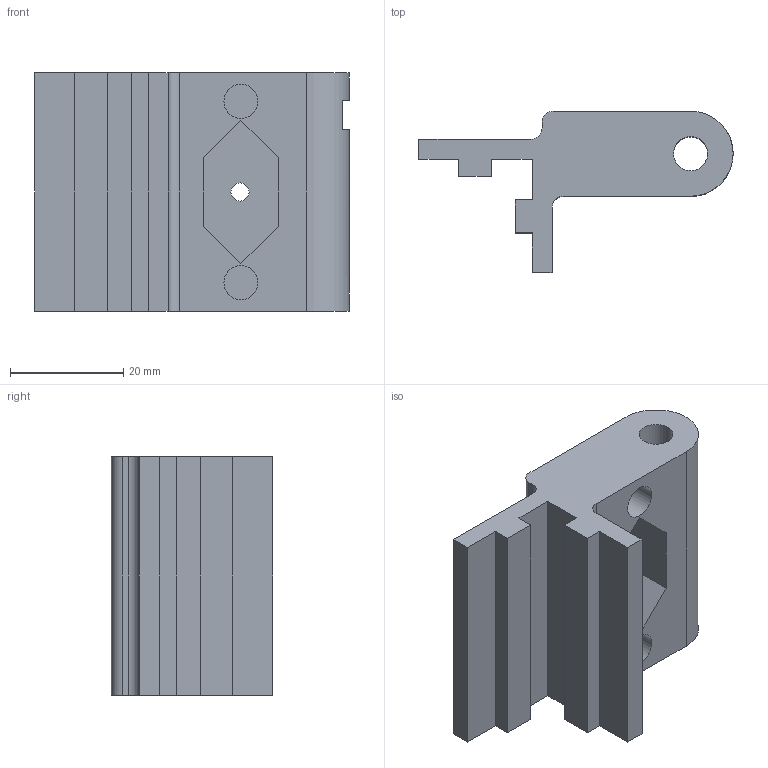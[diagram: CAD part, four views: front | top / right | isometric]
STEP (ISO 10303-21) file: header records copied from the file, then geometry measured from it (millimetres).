
FILE_DESCRIPTION(('FreeCAD Model'),'2;1');
FILE_NAME('x-motor-idler-x1.step','2019-07-05T20:20:04', ('Author'),(''),'Open CASCADE STEP processor 6.8','FreeCAD','Unknown' );
FILE_SCHEMA(('AUTOMOTIVE_DESIGN_CC2 { 1 2 10303 214 -1 1 5 4 }'));
Length unit declared in the file: millimetre
Products named in the file (2): ASSEMBLY; x-motor-idler
Assembly tree (1 placements, depth 2):
  ASSEMBLY
    x-motor-idler
Bounding box: 55.45 x 28.45 x 42 mm (x, y, z)
Volume: 22003.5 mm3; surface area: 10625.2 mm2
Topology: 1 solids, 1 shells, 42 faces, 110 edges, 74 vertices
Faces by surface type: plane 33, cylinder 9
Full cylindrical faces by diameter (mm): 3.2 x1, 6 x4
Entity records: 2910 total; most frequent: CARTESIAN_POINT 650, DIRECTION 411, LINE 264, VECTOR 264, ORIENTED_EDGE 220, PCURVE 220, DEFINITIONAL_REPRESENTATION 220, EDGE_CURVE 110
